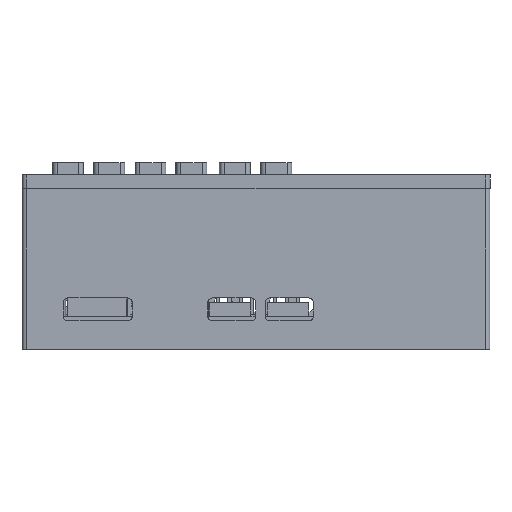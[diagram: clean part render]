
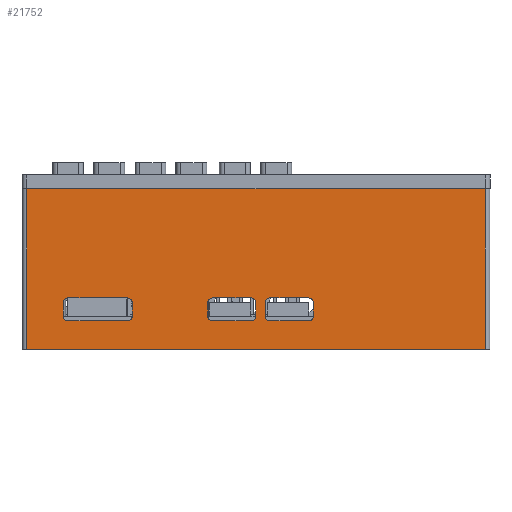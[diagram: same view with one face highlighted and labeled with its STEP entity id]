
A CAD part, front view. The second image highlights one B-rep face of the part: STEP entity #21752.
In plain terms, the highlighted planar face has unit normal (0, -1, 0).
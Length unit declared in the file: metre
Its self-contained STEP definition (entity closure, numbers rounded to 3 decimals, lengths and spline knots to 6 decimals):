
#1132=CIRCLE('',#25837,0.001);
#1133=CIRCLE('',#25838,0.001);
#1134=CIRCLE('',#25839,0.001);
#1135=CIRCLE('',#25840,0.001);
#1136=CIRCLE('',#25841,0.001);
#1137=CIRCLE('',#25842,0.001);
#1138=CIRCLE('',#25843,0.001);
#1139=CIRCLE('',#25844,0.001);
#1140=CIRCLE('',#25845,0.001);
#1141=CIRCLE('',#25846,0.001);
#1142=CIRCLE('',#25847,0.001);
#1143=CIRCLE('',#25848,0.001);
#2568=ORIENTED_EDGE('',*,*,#8553,.F.);
#2569=ORIENTED_EDGE('',*,*,#8554,.T.);
#2570=ORIENTED_EDGE('',*,*,#8555,.F.);
#2571=ORIENTED_EDGE('',*,*,#8556,.T.);
#2572=ORIENTED_EDGE('',*,*,#8557,.F.);
#2573=ORIENTED_EDGE('',*,*,#8558,.F.);
#2574=ORIENTED_EDGE('',*,*,#8559,.F.);
#2575=ORIENTED_EDGE('',*,*,#8560,.T.);
#2576=ORIENTED_EDGE('',*,*,#8561,.T.);
#2577=ORIENTED_EDGE('',*,*,#8562,.F.);
#2578=ORIENTED_EDGE('',*,*,#8563,.F.);
#2579=ORIENTED_EDGE('',*,*,#8564,.T.);
#2580=ORIENTED_EDGE('',*,*,#8565,.F.);
#2581=ORIENTED_EDGE('',*,*,#8566,.F.);
#2582=ORIENTED_EDGE('',*,*,#8567,.F.);
#2583=ORIENTED_EDGE('',*,*,#8568,.T.);
#2584=ORIENTED_EDGE('',*,*,#8569,.F.);
#2585=ORIENTED_EDGE('',*,*,#8570,.T.);
#2586=ORIENTED_EDGE('',*,*,#8571,.F.);
#2587=ORIENTED_EDGE('',*,*,#8572,.F.);
#2588=ORIENTED_EDGE('',*,*,#8573,.F.);
#2589=ORIENTED_EDGE('',*,*,#8574,.F.);
#2590=ORIENTED_EDGE('',*,*,#8575,.F.);
#2591=ORIENTED_EDGE('',*,*,#8576,.F.);
#2592=ORIENTED_EDGE('',*,*,#8577,.F.);
#2593=ORIENTED_EDGE('',*,*,#8578,.T.);
#2594=ORIENTED_EDGE('',*,*,#8579,.F.);
#2595=ORIENTED_EDGE('',*,*,#8580,.F.);
#8553=EDGE_CURVE('',#11624,#11625,#1132,.T.);
#8554=EDGE_CURVE('',#11624,#11626,#13728,.T.);
#8555=EDGE_CURVE('',#11627,#11626,#1133,.T.);
#8556=EDGE_CURVE('',#11627,#11628,#13729,.T.);
#8557=EDGE_CURVE('',#11629,#11628,#1134,.T.);
#8558=EDGE_CURVE('',#11630,#11629,#13730,.T.);
#8559=EDGE_CURVE('',#11631,#11630,#1135,.T.);
#8560=EDGE_CURVE('',#11631,#11625,#13731,.T.);
#8561=EDGE_CURVE('',#11632,#11633,#13732,.T.);
#8562=EDGE_CURVE('',#11634,#11633,#13733,.T.);
#8563=EDGE_CURVE('',#11635,#11634,#13734,.T.);
#8564=EDGE_CURVE('',#11635,#11632,#13735,.T.);
#8565=EDGE_CURVE('',#11636,#11637,#1136,.T.);
#8566=EDGE_CURVE('',#11638,#11636,#13736,.T.);
#8567=EDGE_CURVE('',#11639,#11638,#1137,.T.);
#8568=EDGE_CURVE('',#11639,#11640,#13737,.T.);
#8569=EDGE_CURVE('',#11641,#11640,#1138,.T.);
#8570=EDGE_CURVE('',#11641,#11642,#13738,.T.);
#8571=EDGE_CURVE('',#11643,#11642,#1139,.T.);
#8572=EDGE_CURVE('',#11637,#11643,#13739,.T.);
#8573=EDGE_CURVE('',#11644,#11645,#1140,.T.);
#8574=EDGE_CURVE('',#11646,#11644,#13740,.T.);
#8575=EDGE_CURVE('',#11647,#11646,#1141,.T.);
#8576=EDGE_CURVE('',#11648,#11647,#13741,.T.);
#8577=EDGE_CURVE('',#11649,#11648,#1142,.T.);
#8578=EDGE_CURVE('',#11649,#11650,#13742,.T.);
#8579=EDGE_CURVE('',#11651,#11650,#1143,.T.);
#8580=EDGE_CURVE('',#11645,#11651,#13743,.T.);
#11624=VERTEX_POINT('',#34065);
#11625=VERTEX_POINT('',#34066);
#11626=VERTEX_POINT('',#34068);
#11627=VERTEX_POINT('',#34070);
#11628=VERTEX_POINT('',#34072);
#11629=VERTEX_POINT('',#34074);
#11630=VERTEX_POINT('',#34076);
#11631=VERTEX_POINT('',#34078);
#11632=VERTEX_POINT('',#34081);
#11633=VERTEX_POINT('',#34082);
#11634=VERTEX_POINT('',#34084);
#11635=VERTEX_POINT('',#34086);
#11636=VERTEX_POINT('',#34089);
#11637=VERTEX_POINT('',#34090);
#11638=VERTEX_POINT('',#34092);
#11639=VERTEX_POINT('',#34094);
#11640=VERTEX_POINT('',#34096);
#11641=VERTEX_POINT('',#34098);
#11642=VERTEX_POINT('',#34100);
#11643=VERTEX_POINT('',#34102);
#11644=VERTEX_POINT('',#34105);
#11645=VERTEX_POINT('',#34106);
#11646=VERTEX_POINT('',#34108);
#11647=VERTEX_POINT('',#34110);
#11648=VERTEX_POINT('',#34112);
#11649=VERTEX_POINT('',#34114);
#11650=VERTEX_POINT('',#34116);
#11651=VERTEX_POINT('',#34118);
#13728=LINE('',#34067,#16200);
#13729=LINE('',#34071,#16201);
#13730=LINE('',#34075,#16202);
#13731=LINE('',#34079,#16203);
#13732=LINE('',#34080,#16204);
#13733=LINE('',#34083,#16205);
#13734=LINE('',#34085,#16206);
#13735=LINE('',#34087,#16207);
#13736=LINE('',#34091,#16208);
#13737=LINE('',#34095,#16209);
#13738=LINE('',#34099,#16210);
#13739=LINE('',#34103,#16211);
#13740=LINE('',#34107,#16212);
#13741=LINE('',#34111,#16213);
#13742=LINE('',#34115,#16214);
#13743=LINE('',#34119,#16215);
#16200=VECTOR('',#28222,1.);
#16201=VECTOR('',#28225,1.);
#16202=VECTOR('',#28228,1.);
#16203=VECTOR('',#28231,1.);
#16204=VECTOR('',#28232,1.);
#16205=VECTOR('',#28233,1.);
#16206=VECTOR('',#28234,1.);
#16207=VECTOR('',#28235,1.);
#16208=VECTOR('',#28238,1.);
#16209=VECTOR('',#28241,1.);
#16210=VECTOR('',#28244,1.);
#16211=VECTOR('',#28247,1.);
#16212=VECTOR('',#28250,1.);
#16213=VECTOR('',#28253,1.);
#16214=VECTOR('',#28256,1.);
#16215=VECTOR('',#28259,1.);
#18686=EDGE_LOOP('',(#2568,#2569,#2570,#2571,#2572,#2573,#2574,#2575));
#18687=EDGE_LOOP('',(#2576,#2577,#2578,#2579));
#18688=EDGE_LOOP('',(#2580,#2581,#2582,#2583,#2584,#2585,#2586,#2587));
#18689=EDGE_LOOP('',(#2588,#2589,#2590,#2591,#2592,#2593,#2594,#2595));
#20018=FACE_BOUND('',#18686,.T.);
#20019=FACE_BOUND('',#18687,.T.);
#20020=FACE_BOUND('',#18688,.T.);
#20021=FACE_BOUND('',#18689,.T.);
#21140=PLANE('',#25836);
#21752=ADVANCED_FACE('',(#20018,#20019,#20020,#20021),#21140,.F.);
#25836=AXIS2_PLACEMENT_3D('',#34063,#28218,#28219);
#25837=AXIS2_PLACEMENT_3D('',#34064,#28220,#28221);
#25838=AXIS2_PLACEMENT_3D('',#34069,#28223,#28224);
#25839=AXIS2_PLACEMENT_3D('',#34073,#28226,#28227);
#25840=AXIS2_PLACEMENT_3D('',#34077,#28229,#28230);
#25841=AXIS2_PLACEMENT_3D('',#34088,#28236,#28237);
#25842=AXIS2_PLACEMENT_3D('',#34093,#28239,#28240);
#25843=AXIS2_PLACEMENT_3D('',#34097,#28242,#28243);
#25844=AXIS2_PLACEMENT_3D('',#34101,#28245,#28246);
#25845=AXIS2_PLACEMENT_3D('',#34104,#28248,#28249);
#25846=AXIS2_PLACEMENT_3D('',#34109,#28251,#28252);
#25847=AXIS2_PLACEMENT_3D('',#34113,#28254,#28255);
#25848=AXIS2_PLACEMENT_3D('',#34117,#28257,#28258);
#28218=DIRECTION('',(0.,1.,0.));
#28219=DIRECTION('',(0.,0.,1.));
#28220=DIRECTION('',(0.,-1.,0.));
#28221=DIRECTION('',(0.,0.,-1.));
#28222=DIRECTION('',(-1.,0.,0.));
#28223=DIRECTION('',(0.,-1.,0.));
#28224=DIRECTION('',(0.,0.,-1.));
#28225=DIRECTION('',(0.,0.,1.));
#28226=DIRECTION('',(0.,-1.,0.));
#28227=DIRECTION('',(0.,0.,-1.));
#28228=DIRECTION('',(-1.,0.,0.));
#28229=DIRECTION('',(0.,-1.,0.));
#28230=DIRECTION('',(0.,0.,-1.));
#28231=DIRECTION('',(0.,0.,-1.));
#28232=DIRECTION('',(1.,0.,0.));
#28233=DIRECTION('',(0.,0.,-1.));
#28234=DIRECTION('',(1.,0.,0.));
#28235=DIRECTION('',(0.,0.,-1.));
#28236=DIRECTION('',(0.,-1.,0.));
#28237=DIRECTION('',(0.,0.,-1.));
#28238=DIRECTION('',(1.,0.,0.));
#28239=DIRECTION('',(0.,-1.,0.));
#28240=DIRECTION('',(0.,0.,-1.));
#28241=DIRECTION('',(0.,0.,1.));
#28242=DIRECTION('',(0.,-1.,0.));
#28243=DIRECTION('',(0.,0.,-1.));
#28244=DIRECTION('',(1.,0.,0.));
#28245=DIRECTION('',(0.,-1.,0.));
#28246=DIRECTION('',(0.,0.,-1.));
#28247=DIRECTION('',(0.,0.,1.));
#28248=DIRECTION('',(0.,-1.,0.));
#28249=DIRECTION('',(0.,0.,-1.));
#28250=DIRECTION('',(-1.,0.,0.));
#28251=DIRECTION('',(0.,-1.,0.));
#28252=DIRECTION('',(0.,0.,-1.));
#28253=DIRECTION('',(0.,0.,1.));
#28254=DIRECTION('',(0.,-1.,0.));
#28255=DIRECTION('',(0.,0.,-1.));
#28256=DIRECTION('',(-1.,0.,0.));
#28257=DIRECTION('',(0.,-1.,0.));
#28258=DIRECTION('',(0.,0.,-1.));
#28259=DIRECTION('',(0.,0.,-1.));
#34063=CARTESIAN_POINT('',(0.0045,-0.016412,0.035));
#34064=CARTESIAN_POINT('',(0.003498,-0.016412,0.0072));
#34065=CARTESIAN_POINT('',(0.003498,-0.016412,0.0062));
#34066=CARTESIAN_POINT('',(0.004498,-0.016412,0.0072));
#34067=CARTESIAN_POINT('',(-0.000752,-0.016412,0.0062));
#34068=CARTESIAN_POINT('',(-0.005002,-0.016412,0.0062));
#34069=CARTESIAN_POINT('',(-0.005002,-0.016412,0.0072));
#34070=CARTESIAN_POINT('',(-0.006002,-0.016412,0.0072));
#34071=CARTESIAN_POINT('',(-0.006002,-0.016412,0.0087));
#34072=CARTESIAN_POINT('',(-0.006002,-0.016412,0.0102));
#34073=CARTESIAN_POINT('',(-0.005002,-0.016412,0.0102));
#34074=CARTESIAN_POINT('',(-0.005002,-0.016412,0.0112));
#34075=CARTESIAN_POINT('',(-0.000752,-0.016412,0.0112));
#34076=CARTESIAN_POINT('',(0.003498,-0.016412,0.0112));
#34077=CARTESIAN_POINT('',(0.003498,-0.016412,0.0102));
#34078=CARTESIAN_POINT('',(0.004498,-0.016412,0.0102));
#34079=CARTESIAN_POINT('',(0.004498,-0.016412,0.0087));
#34080=CARTESIAN_POINT('',(0.0045,-0.016412,0.));
#34081=CARTESIAN_POINT('',(-0.0455,-0.016412,0.));
#34082=CARTESIAN_POINT('',(0.0545,-0.016412,0.));
#34083=CARTESIAN_POINT('',(0.0545,-0.016412,0.035));
#34084=CARTESIAN_POINT('',(0.0545,-0.016412,0.035));
#34085=CARTESIAN_POINT('',(0.0045,-0.016412,0.035));
#34086=CARTESIAN_POINT('',(-0.0455,-0.016412,0.035));
#34087=CARTESIAN_POINT('',(-0.0455,-0.016412,0.035));
#34088=CARTESIAN_POINT('',(-0.023502,-0.016412,0.0072));
#34089=CARTESIAN_POINT('',(-0.023502,-0.016412,0.0062));
#34090=CARTESIAN_POINT('',(-0.022502,-0.016412,0.0072));
#34091=CARTESIAN_POINT('',(-0.030002,-0.016412,0.0062));
#34092=CARTESIAN_POINT('',(-0.036502,-0.016412,0.0062));
#34093=CARTESIAN_POINT('',(-0.036502,-0.016412,0.0072));
#34094=CARTESIAN_POINT('',(-0.037502,-0.016412,0.0072));
#34095=CARTESIAN_POINT('',(-0.037502,-0.016412,0.0087));
#34096=CARTESIAN_POINT('',(-0.037502,-0.016412,0.0102));
#34097=CARTESIAN_POINT('',(-0.036502,-0.016412,0.0102));
#34098=CARTESIAN_POINT('',(-0.036502,-0.016412,0.0112));
#34099=CARTESIAN_POINT('',(-0.030002,-0.016412,0.0112));
#34100=CARTESIAN_POINT('',(-0.023502,-0.016412,0.0112));
#34101=CARTESIAN_POINT('',(-0.023502,-0.016412,0.0102));
#34102=CARTESIAN_POINT('',(-0.022502,-0.016412,0.0102));
#34103=CARTESIAN_POINT('',(-0.022502,-0.016412,0.0087));
#34104=CARTESIAN_POINT('',(0.007498,-0.016412,0.0102));
#34105=CARTESIAN_POINT('',(0.007498,-0.016412,0.0112));
#34106=CARTESIAN_POINT('',(0.006498,-0.016412,0.0102));
#34107=CARTESIAN_POINT('',(0.011748,-0.016412,0.0112));
#34108=CARTESIAN_POINT('',(0.015998,-0.016412,0.0112));
#34109=CARTESIAN_POINT('',(0.015998,-0.016412,0.0102));
#34110=CARTESIAN_POINT('',(0.016998,-0.016412,0.0102));
#34111=CARTESIAN_POINT('',(0.016998,-0.016412,0.0087));
#34112=CARTESIAN_POINT('',(0.016998,-0.016412,0.0072));
#34113=CARTESIAN_POINT('',(0.015998,-0.016412,0.0072));
#34114=CARTESIAN_POINT('',(0.015998,-0.016412,0.0062));
#34115=CARTESIAN_POINT('',(0.011748,-0.016412,0.0062));
#34116=CARTESIAN_POINT('',(0.007498,-0.016412,0.0062));
#34117=CARTESIAN_POINT('',(0.007498,-0.016412,0.0072));
#34118=CARTESIAN_POINT('',(0.006498,-0.016412,0.0072));
#34119=CARTESIAN_POINT('',(0.006498,-0.016412,0.0087));
